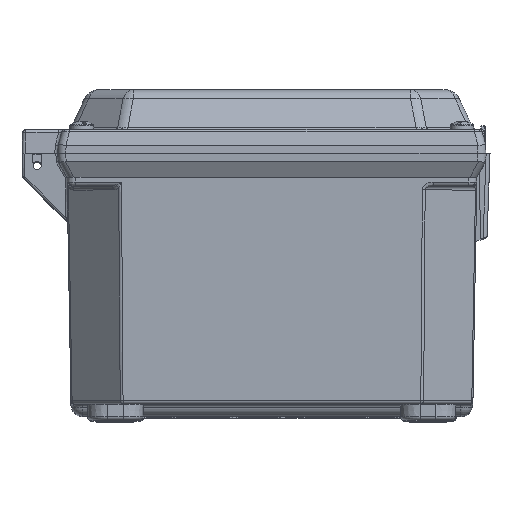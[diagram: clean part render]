
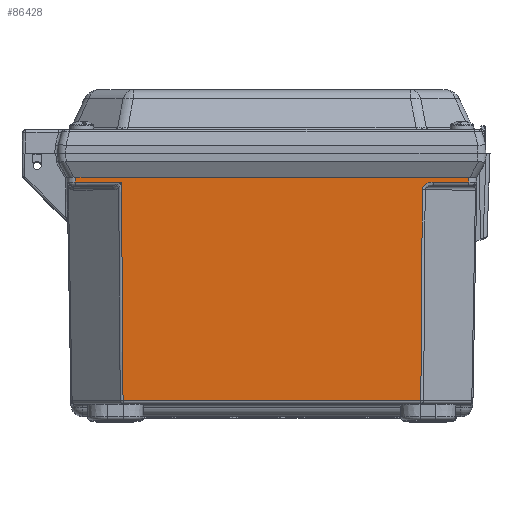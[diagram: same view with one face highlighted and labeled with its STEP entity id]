
A CAD part, top view. The second image highlights one B-rep face of the part: STEP entity #86428.
In plain terms, the highlighted planar face has unit normal (0, -0.018, 1).
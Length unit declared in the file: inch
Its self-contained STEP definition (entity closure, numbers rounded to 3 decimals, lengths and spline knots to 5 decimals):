
#267 = VECTOR ( 'NONE', #101914, 39.37008 ) ;
#801 = DIRECTION ( 'NONE',  ( 0.017, -1., -0.017 ) ) ;
#2834 = DIRECTION ( 'NONE',  ( -1., 0., 0. ) ) ;
#5030 = CARTESIAN_POINT ( 'NONE',  ( 2.38834, -0.375, 4.10634 ) ) ;
#7748 = VECTOR ( 'NONE', #167652, 39.37008 ) ;
#11926 = CARTESIAN_POINT ( 'NONE',  ( -2.36191, -0.45159, 4.10501 ) ) ;
#12414 = LINE ( 'NONE', #153441, #124487 ) ;
#12487 = EDGE_CURVE ( 'NONE', #150534, #169042, #168580, .T. ) ;
#12827 = EDGE_CURVE ( 'NONE', #168510, #27265, #138204, .T. ) ;
#14065 = EDGE_CURVE ( 'NONE', #86033, #69707, #69231, .T. ) ;
#15409 = CARTESIAN_POINT ( 'NONE',  ( 3.09003, -0.45159, 4.10501 ) ) ;
#15497 = EDGE_CURVE ( 'NONE', #122361, #46852, #116914, .T. ) ;
#17262 = CARTESIAN_POINT ( 'NONE',  ( -2.36221, -0.40934, 4.10574 ) ) ;
#19703 = PLANE ( 'NONE',  #23072 ) ;
#20242 = CARTESIAN_POINT ( 'NONE',  ( 2.4335, -0.45159, 4.10501 ) ) ;
#23072 = AXIS2_PLACEMENT_3D ( 'NONE', #5030, #34382, #136722 ) ;
#25660 = ORIENTED_EDGE ( 'NONE', *, *, #12827, .T. ) ;
#27265 = VERTEX_POINT ( 'NONE', #11926 ) ;
#34382 = DIRECTION ( 'NONE',  ( 0., -0.017, 1. ) ) ;
#34603 = ORIENTED_EDGE ( 'NONE', *, *, #79688, .T. ) ;
#42971 = CARTESIAN_POINT ( 'NONE',  ( 2.38834, -3.87559, 4.04524 ) ) ;
#46162 = VECTOR ( 'NONE', #55302, 39.37008 ) ;
#46852 = VERTEX_POINT ( 'NONE', #74961 ) ;
#47916 = ORIENTED_EDGE ( 'NONE', *, *, #72867, .T. ) ;
#55302 = DIRECTION ( 'NONE',  ( 1., 0., 0. ) ) ;
#57844 = ORIENTED_EDGE ( 'NONE', *, *, #15497, .T. ) ;
#64258 = VECTOR ( 'NONE', #148897, 39.37008 ) ;
#64376 = CARTESIAN_POINT ( 'NONE',  ( 2.53562, -0.45159, 4.10501 ) ) ;
#65958 = DIRECTION ( 'NONE',  ( 0.007, 1., 0.017 ) ) ;
#69231 = LINE ( 'NONE', #75696, #181270 ) ;
#69707 = VERTEX_POINT ( 'NONE', #84356 ) ;
#72867 = EDGE_CURVE ( 'NONE', #46852, #169042, #12414, .T. ) ;
#74961 = CARTESIAN_POINT ( 'NONE',  ( 2.33715, -3.87559, 4.04524 ) ) ;
#75696 = CARTESIAN_POINT ( 'NONE',  ( 3.35563, -0.375, 4.10634 ) ) ;
#79066 = CARTESIAN_POINT ( 'NONE',  ( 2.36102, -0.57441, 4.10286 ) ) ;
#79688 = EDGE_CURVE ( 'NONE', #150534, #189042, #119367, .T. ) ;
#82040 = LINE ( 'NONE', #86862, #159739 ) ;
#84356 = CARTESIAN_POINT ( 'NONE',  ( -3.09136, -0.375, 4.10634 ) ) ;
#86033 = VERTEX_POINT ( 'NONE', #135686 ) ;
#86428 = ADVANCED_FACE ( 'NONE', ( #133918 ), #19703, .T. ) ;
#86862 = CARTESIAN_POINT ( 'NONE',  ( 3.09115, -0.38726, 4.10613 ) ) ;
#86968 = LINE ( 'NONE', #101881, #121216 ) ;
#93445 = ORIENTED_EDGE ( 'NONE', *, *, #178791, .T. ) ;
#97995 = EDGE_CURVE ( 'NONE', #69707, #168510, #86968, .T. ) ;
#101881 = CARTESIAN_POINT ( 'NONE',  ( -3.08969, -0.47059, 4.10468 ) ) ;
#101914 = DIRECTION ( 'NONE',  ( 1., 0., 0. ) ) ;
#103193 = LINE ( 'NONE', #17262, #64258 ) ;
#111100 = CARTESIAN_POINT ( 'NONE',  ( 2.36102, -0.57441, 4.10286 ) ) ;
#114602 = CARTESIAN_POINT ( 'NONE',  ( -2.33715, -3.87559, 4.04524 ) ) ;
#115543 = ORIENTED_EDGE ( 'NONE', *, *, #14065, .T. ) ;
#116914 = LINE ( 'NONE', #42971, #267 ) ;
#119367 = LINE ( 'NONE', #142843, #46162 ) ;
#121216 = VECTOR ( 'NONE', #801, 39.37008 ) ;
#122361 = VERTEX_POINT ( 'NONE', #114602 ) ;
#124487 = VECTOR ( 'NONE', #65958, 39.37008 ) ;
#129450 = ORIENTED_EDGE ( 'NONE', *, *, #97995, .T. ) ;
#130899 = DIRECTION ( 'NONE',  ( 0.017, 1., 0.017 ) ) ;
#133918 = FACE_OUTER_BOUND ( 'NONE', #141091, .T. ) ;
#135686 = CARTESIAN_POINT ( 'NONE',  ( 3.09136, -0.375, 4.10634 ) ) ;
#136722 = DIRECTION ( 'NONE',  ( 0., -1., -0.017 ) ) ;
#138204 = LINE ( 'NONE', #152893, #7748 ) ;
#141091 = EDGE_LOOP ( 'NONE', ( #144455, #57844, #47916, #153410, #34603, #93445, #115543, #129450, #25660 ) ) ;
#142843 = CARTESIAN_POINT ( 'NONE',  ( 3.08895, -0.45159, 4.10501 ) ) ;
#144455 = ORIENTED_EDGE ( 'NONE', *, *, #174750, .T. ) ;
#148897 = DIRECTION ( 'NONE',  ( 0.007, -1., -0.017 ) ) ;
#150534 = VERTEX_POINT ( 'NONE', #165757 ) ;
#152893 = CARTESIAN_POINT ( 'NONE',  ( -2.36146, -0.45159, 4.10501 ) ) ;
#153410 = ORIENTED_EDGE ( 'NONE', *, *, #12487, .F. ) ;
#153441 = CARTESIAN_POINT ( 'NONE',  ( 2.36246, -0.37481, 4.10635 ) ) ;
#159739 = VECTOR ( 'NONE', #130899, 39.37008 ) ;
#165757 = CARTESIAN_POINT ( 'NONE',  ( 2.53562, -0.45159, 4.10501 ) ) ;
#166282 = CARTESIAN_POINT ( 'NONE',  ( -3.09003, -0.45159, 4.10501 ) ) ;
#166622 = CARTESIAN_POINT ( 'NONE',  ( 2.36154, -0.50221, 4.10412 ) ) ;
#167652 = DIRECTION ( 'NONE',  ( 1., 0., 0. ) ) ;
#168510 = VERTEX_POINT ( 'NONE', #166282 ) ;
#168580 =( BOUNDED_CURVE ( )  B_SPLINE_CURVE ( 3, ( #64376, #20242, #166622, #79066 ),
 .UNSPECIFIED., .F., .F. ) 
 B_SPLINE_CURVE_WITH_KNOTS ( ( 4, 4 ),
 ( 1.59548, 3.14882 ),
 .UNSPECIFIED. ) 
 CURVE ( )  GEOMETRIC_REPRESENTATION_ITEM ( )  RATIONAL_B_SPLINE_CURVE ( ( 1., 0.809, 0.809, 1. ) ) 
 REPRESENTATION_ITEM ( '' )  );
#169042 = VERTEX_POINT ( 'NONE', #111100 ) ;
#174750 = EDGE_CURVE ( 'NONE', #27265, #122361, #103193, .T. ) ;
#178791 = EDGE_CURVE ( 'NONE', #189042, #86033, #82040, .T. ) ;
#181270 = VECTOR ( 'NONE', #2834, 39.37008 ) ;
#189042 = VERTEX_POINT ( 'NONE', #15409 ) ;
